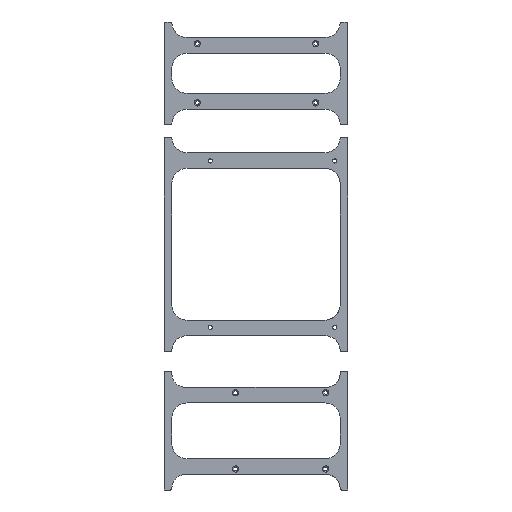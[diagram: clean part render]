
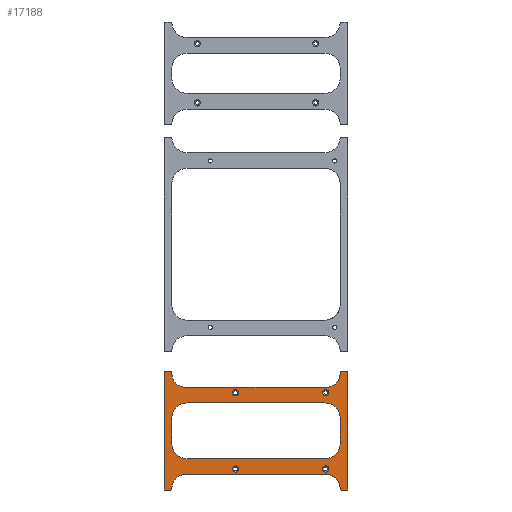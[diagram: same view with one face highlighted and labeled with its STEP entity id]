
A CAD part, front view. The second image highlights one B-rep face of the part: STEP entity #17188.
In plain terms, the highlighted planar face has unit normal (0, -1, 0).
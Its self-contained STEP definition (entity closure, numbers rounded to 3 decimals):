
#469=FACE_BOUND('',#2970,.T.);
#470=FACE_BOUND('',#2971,.T.);
#471=FACE_BOUND('',#2972,.T.);
#472=FACE_BOUND('',#2973,.T.);
#473=FACE_BOUND('',#2974,.T.);
#572=PLANE('',#18247);
#1971=FACE_OUTER_BOUND('',#2969,.T.);
#2969=EDGE_LOOP('',(#12207,#12208,#12209,#12210,#12211,#12212,#12213,#12214,
#12215,#12216,#12217,#12218,#12219,#12220,#12221,#12222));
#2970=EDGE_LOOP('',(#12223));
#2971=EDGE_LOOP('',(#12224));
#2972=EDGE_LOOP('',(#12225));
#2973=EDGE_LOOP('',(#12226));
#2974=EDGE_LOOP('',(#12227,#12228,#12229,#12230,#12231,#12232,#12233,#12234));
#4099=LINE('',#23223,#5649);
#4116=LINE('',#23264,#5666);
#4134=LINE('',#23310,#5684);
#4142=LINE('',#23331,#5692);
#4143=LINE('',#23336,#5693);
#4144=LINE('',#23340,#5694);
#4145=LINE('',#23345,#5695);
#4146=LINE('',#23346,#5696);
#4147=LINE('',#23349,#5697);
#4148=LINE('',#23353,#5698);
#4149=LINE('',#23357,#5699);
#4150=LINE('',#23361,#5700);
#5649=VECTOR('',#19261,10.);
#5666=VECTOR('',#19306,10.);
#5684=VECTOR('',#19352,10.);
#5692=VECTOR('',#19376,10.);
#5693=VECTOR('',#19381,10.);
#5694=VECTOR('',#19384,10.);
#5695=VECTOR('',#19389,10.);
#5696=VECTOR('',#19390,10.);
#5697=VECTOR('',#19391,10.);
#5698=VECTOR('',#19394,10.);
#5699=VECTOR('',#19397,10.);
#5700=VECTOR('',#19400,10.);
#7070=CIRCLE('',#18128,2.);
#7074=CIRCLE('',#18134,2.);
#7078=CIRCLE('',#18140,2.);
#7082=CIRCLE('',#18146,2.);
#7117=CIRCLE('',#18200,1.);
#7126=CIRCLE('',#18228,1.);
#7133=CIRCLE('',#18248,9.);
#7134=CIRCLE('',#18249,9.);
#7135=CIRCLE('',#18250,1.);
#7136=CIRCLE('',#18251,9.);
#7137=CIRCLE('',#18252,9.);
#7138=CIRCLE('',#18253,1.);
#7139=CIRCLE('',#18254,10.);
#7140=CIRCLE('',#18255,10.);
#7141=CIRCLE('',#18256,10.);
#7142=CIRCLE('',#18257,10.);
#7322=VERTEX_POINT('',#22157);
#7326=VERTEX_POINT('',#22169);
#7330=VERTEX_POINT('',#22181);
#7334=VERTEX_POINT('',#22193);
#7566=VERTEX_POINT('',#23168);
#7567=VERTEX_POINT('',#23170);
#7583=VERTEX_POINT('',#23220);
#7584=VERTEX_POINT('',#23222);
#7594=VERTEX_POINT('',#23262);
#7595=VERTEX_POINT('',#23267);
#7607=VERTEX_POINT('',#23307);
#7608=VERTEX_POINT('',#23309);
#7612=VERTEX_POINT('',#23328);
#7613=VERTEX_POINT('',#23330);
#7614=VERTEX_POINT('',#23332);
#7615=VERTEX_POINT('',#23334);
#7616=VERTEX_POINT('',#23337);
#7617=VERTEX_POINT('',#23339);
#7618=VERTEX_POINT('',#23341);
#7619=VERTEX_POINT('',#23343);
#7620=VERTEX_POINT('',#23347);
#7621=VERTEX_POINT('',#23348);
#7622=VERTEX_POINT('',#23350);
#7623=VERTEX_POINT('',#23352);
#7624=VERTEX_POINT('',#23354);
#7625=VERTEX_POINT('',#23356);
#7626=VERTEX_POINT('',#23358);
#7627=VERTEX_POINT('',#23360);
#9069=EDGE_CURVE('',#7322,#7322,#7070,.T.);
#9075=EDGE_CURVE('',#7326,#7326,#7074,.T.);
#9081=EDGE_CURVE('',#7330,#7330,#7078,.T.);
#9087=EDGE_CURVE('',#7334,#7334,#7082,.T.);
#9342=EDGE_CURVE('',#7566,#7567,#7117,.T.);
#9368=EDGE_CURVE('',#7584,#7583,#4099,.T.);
#9390=EDGE_CURVE('',#7583,#7594,#4116,.T.);
#9393=EDGE_CURVE('',#7595,#7594,#7126,.T.);
#9412=EDGE_CURVE('',#7608,#7607,#4134,.T.);
#9423=EDGE_CURVE('',#7612,#7566,#7133,.T.);
#9424=EDGE_CURVE('',#7612,#7613,#4142,.T.);
#9425=EDGE_CURVE('',#7614,#7613,#7134,.T.);
#9426=EDGE_CURVE('',#7615,#7614,#7135,.T.);
#9427=EDGE_CURVE('',#7615,#7584,#4143,.T.);
#9428=EDGE_CURVE('',#7616,#7595,#7136,.T.);
#9429=EDGE_CURVE('',#7616,#7617,#4144,.T.);
#9430=EDGE_CURVE('',#7618,#7617,#7137,.T.);
#9431=EDGE_CURVE('',#7619,#7618,#7138,.T.);
#9432=EDGE_CURVE('',#7619,#7608,#4145,.T.);
#9433=EDGE_CURVE('',#7607,#7567,#4146,.T.);
#9434=EDGE_CURVE('',#7620,#7621,#4147,.T.);
#9435=EDGE_CURVE('',#7622,#7621,#7139,.T.);
#9436=EDGE_CURVE('',#7622,#7623,#4148,.T.);
#9437=EDGE_CURVE('',#7624,#7623,#7140,.T.);
#9438=EDGE_CURVE('',#7624,#7625,#4149,.T.);
#9439=EDGE_CURVE('',#7626,#7625,#7141,.T.);
#9440=EDGE_CURVE('',#7626,#7627,#4150,.T.);
#9441=EDGE_CURVE('',#7620,#7627,#7142,.T.);
#12207=ORIENTED_EDGE('',*,*,#9342,.F.);
#12208=ORIENTED_EDGE('',*,*,#9423,.F.);
#12209=ORIENTED_EDGE('',*,*,#9424,.T.);
#12210=ORIENTED_EDGE('',*,*,#9425,.F.);
#12211=ORIENTED_EDGE('',*,*,#9426,.F.);
#12212=ORIENTED_EDGE('',*,*,#9427,.T.);
#12213=ORIENTED_EDGE('',*,*,#9368,.T.);
#12214=ORIENTED_EDGE('',*,*,#9390,.T.);
#12215=ORIENTED_EDGE('',*,*,#9393,.F.);
#12216=ORIENTED_EDGE('',*,*,#9428,.F.);
#12217=ORIENTED_EDGE('',*,*,#9429,.T.);
#12218=ORIENTED_EDGE('',*,*,#9430,.F.);
#12219=ORIENTED_EDGE('',*,*,#9431,.F.);
#12220=ORIENTED_EDGE('',*,*,#9432,.T.);
#12221=ORIENTED_EDGE('',*,*,#9412,.T.);
#12222=ORIENTED_EDGE('',*,*,#9433,.T.);
#12223=ORIENTED_EDGE('',*,*,#9069,.T.);
#12224=ORIENTED_EDGE('',*,*,#9075,.T.);
#12225=ORIENTED_EDGE('',*,*,#9081,.T.);
#12226=ORIENTED_EDGE('',*,*,#9087,.T.);
#12227=ORIENTED_EDGE('',*,*,#9434,.T.);
#12228=ORIENTED_EDGE('',*,*,#9435,.F.);
#12229=ORIENTED_EDGE('',*,*,#9436,.T.);
#12230=ORIENTED_EDGE('',*,*,#9437,.F.);
#12231=ORIENTED_EDGE('',*,*,#9438,.T.);
#12232=ORIENTED_EDGE('',*,*,#9439,.F.);
#12233=ORIENTED_EDGE('',*,*,#9440,.T.);
#12234=ORIENTED_EDGE('',*,*,#9441,.F.);
#17188=ADVANCED_FACE('',(#1971,#469,#470,#471,#472,#473),#572,.T.);
#18128=AXIS2_PLACEMENT_3D('',#22158,#18960,#18961);
#18134=AXIS2_PLACEMENT_3D('',#22170,#18974,#18975);
#18140=AXIS2_PLACEMENT_3D('',#22182,#18988,#18989);
#18146=AXIS2_PLACEMENT_3D('',#22194,#19002,#19003);
#18200=AXIS2_PLACEMENT_3D('',#23171,#19213,#19214);
#18228=AXIS2_PLACEMENT_3D('',#23269,#19311,#19312);
#18247=AXIS2_PLACEMENT_3D('',#23327,#19372,#19373);
#18248=AXIS2_PLACEMENT_3D('',#23329,#19374,#19375);
#18249=AXIS2_PLACEMENT_3D('',#23333,#19377,#19378);
#18250=AXIS2_PLACEMENT_3D('',#23335,#19379,#19380);
#18251=AXIS2_PLACEMENT_3D('',#23338,#19382,#19383);
#18252=AXIS2_PLACEMENT_3D('',#23342,#19385,#19386);
#18253=AXIS2_PLACEMENT_3D('',#23344,#19387,#19388);
#18254=AXIS2_PLACEMENT_3D('',#23351,#19392,#19393);
#18255=AXIS2_PLACEMENT_3D('',#23355,#19395,#19396);
#18256=AXIS2_PLACEMENT_3D('',#23359,#19398,#19399);
#18257=AXIS2_PLACEMENT_3D('',#23362,#19401,#19402);
#18960=DIRECTION('center_axis',(0.,1.,0.));
#18961=DIRECTION('ref_axis',(0.,0.,-1.));
#18974=DIRECTION('center_axis',(0.,1.,0.));
#18975=DIRECTION('ref_axis',(0.,0.,-1.));
#18988=DIRECTION('center_axis',(0.,1.,0.));
#18989=DIRECTION('ref_axis',(0.,0.,-1.));
#19002=DIRECTION('center_axis',(0.,1.,0.));
#19003=DIRECTION('ref_axis',(0.,0.,-1.));
#19213=DIRECTION('center_axis',(0.,1.,0.));
#19214=DIRECTION('ref_axis',(0.707,0.,-0.707));
#19261=DIRECTION('',(0.,0.,1.));
#19306=DIRECTION('',(-1.,0.,0.));
#19311=DIRECTION('center_axis',(0.,1.,0.));
#19312=DIRECTION('ref_axis',(-0.707,0.,0.707));
#19352=DIRECTION('',(0.,0.,-1.));
#19372=DIRECTION('center_axis',(0.,-1.,0.));
#19373=DIRECTION('ref_axis',(0.,0.,-1.));
#19374=DIRECTION('center_axis',(0.,-1.,0.));
#19375=DIRECTION('ref_axis',(-0.707,0.,0.707));
#19376=DIRECTION('',(1.,0.,0.));
#19377=DIRECTION('center_axis',(0.,-1.,0.));
#19378=DIRECTION('ref_axis',(0.707,0.,0.707));
#19379=DIRECTION('center_axis',(0.,1.,0.));
#19380=DIRECTION('ref_axis',(-0.707,0.,-0.707));
#19381=DIRECTION('',(1.,0.,0.));
#19382=DIRECTION('center_axis',(0.,-1.,0.));
#19383=DIRECTION('ref_axis',(0.707,0.,-0.707));
#19384=DIRECTION('',(-1.,0.,0.));
#19385=DIRECTION('center_axis',(0.,-1.,0.));
#19386=DIRECTION('ref_axis',(-0.707,0.,-0.707));
#19387=DIRECTION('center_axis',(0.,1.,0.));
#19388=DIRECTION('ref_axis',(0.707,0.,0.707));
#19389=DIRECTION('',(-1.,0.,0.));
#19390=DIRECTION('',(1.,0.,0.));
#19391=DIRECTION('',(-1.,0.,0.));
#19392=DIRECTION('center_axis',(0.,-1.,0.));
#19393=DIRECTION('ref_axis',(-0.707,0.,-0.707));
#19394=DIRECTION('',(0.,0.,1.));
#19395=DIRECTION('center_axis',(0.,-1.,0.));
#19396=DIRECTION('ref_axis',(-0.707,0.,0.707));
#19397=DIRECTION('',(1.,0.,0.));
#19398=DIRECTION('center_axis',(0.,-1.,0.));
#19399=DIRECTION('ref_axis',(0.707,0.,0.707));
#19400=DIRECTION('',(0.,0.,-1.));
#19401=DIRECTION('center_axis',(0.,-1.,0.));
#19402=DIRECTION('ref_axis',(0.707,0.,-0.707));
#22157=CARTESIAN_POINT('',(34.285,-20.6,-142.5));
#22158=CARTESIAN_POINT('Origin',(34.285,-20.6,-144.5));
#22169=CARTESIAN_POINT('',(-23.715,-20.6,-142.5));
#22170=CARTESIAN_POINT('Origin',(-23.715,-20.6,-144.5));
#22181=CARTESIAN_POINT('',(34.285,-20.6,-93.5));
#22182=CARTESIAN_POINT('Origin',(34.285,-20.6,-95.5));
#22193=CARTESIAN_POINT('',(-23.715,-20.6,-93.5));
#22194=CARTESIAN_POINT('Origin',(-23.715,-20.6,-95.5));
#23168=CARTESIAN_POINT('',(-64.73,-20.6,-157.));
#23170=CARTESIAN_POINT('',(-65.73,-20.6,-158.));
#23171=CARTESIAN_POINT('Origin',(-65.73,-20.6,-157.));
#23220=CARTESIAN_POINT('',(48.53,-20.6,-82.));
#23222=CARTESIAN_POINT('',(48.53,-20.6,-158.));
#23223=CARTESIAN_POINT('',(48.53,-20.6,-158.));
#23262=CARTESIAN_POINT('',(44.53,-20.6,-82.));
#23264=CARTESIAN_POINT('',(43.53,-20.6,-82.));
#23267=CARTESIAN_POINT('',(43.53,-20.6,-83.));
#23269=CARTESIAN_POINT('Origin',(44.53,-20.6,-83.));
#23307=CARTESIAN_POINT('',(-69.73,-20.6,-158.));
#23309=CARTESIAN_POINT('',(-69.73,-20.6,-82.));
#23310=CARTESIAN_POINT('',(-69.73,-20.6,-82.));
#23327=CARTESIAN_POINT('Origin',(-10.6,-20.6,-120.));
#23328=CARTESIAN_POINT('',(-55.73,-20.6,-148.));
#23329=CARTESIAN_POINT('Origin',(-55.73,-20.6,-157.));
#23330=CARTESIAN_POINT('',(34.53,-20.6,-148.));
#23331=CARTESIAN_POINT('',(-69.73,-20.6,-148.));
#23332=CARTESIAN_POINT('',(43.53,-20.6,-157.));
#23333=CARTESIAN_POINT('Origin',(34.53,-20.6,-157.));
#23334=CARTESIAN_POINT('',(44.53,-20.6,-158.));
#23335=CARTESIAN_POINT('Origin',(44.53,-20.6,-157.));
#23336=CARTESIAN_POINT('',(43.53,-20.6,-158.));
#23337=CARTESIAN_POINT('',(34.53,-20.6,-92.));
#23338=CARTESIAN_POINT('Origin',(34.53,-20.6,-83.));
#23339=CARTESIAN_POINT('',(-55.73,-20.6,-92.));
#23340=CARTESIAN_POINT('',(48.53,-20.6,-92.));
#23341=CARTESIAN_POINT('',(-64.73,-20.6,-83.));
#23342=CARTESIAN_POINT('Origin',(-55.73,-20.6,-83.));
#23343=CARTESIAN_POINT('',(-65.73,-20.6,-82.));
#23344=CARTESIAN_POINT('Origin',(-65.73,-20.6,-83.));
#23345=CARTESIAN_POINT('',(-64.73,-20.6,-82.));
#23346=CARTESIAN_POINT('',(-64.73,-20.6,-158.));
#23347=CARTESIAN_POINT('',(33.53,-20.6,-138.));
#23348=CARTESIAN_POINT('',(-54.73,-20.6,-138.));
#23349=CARTESIAN_POINT('',(48.53,-20.6,-138.));
#23350=CARTESIAN_POINT('',(-64.73,-20.6,-128.));
#23351=CARTESIAN_POINT('Origin',(-54.73,-20.6,-128.));
#23352=CARTESIAN_POINT('',(-64.73,-20.6,-112.));
#23353=CARTESIAN_POINT('',(-64.73,-20.6,-138.));
#23354=CARTESIAN_POINT('',(-54.73,-20.6,-102.));
#23355=CARTESIAN_POINT('Origin',(-54.73,-20.6,-112.));
#23356=CARTESIAN_POINT('',(33.53,-20.6,-102.));
#23357=CARTESIAN_POINT('',(-69.73,-20.6,-102.));
#23358=CARTESIAN_POINT('',(43.53,-20.6,-112.));
#23359=CARTESIAN_POINT('Origin',(33.53,-20.6,-112.));
#23360=CARTESIAN_POINT('',(43.53,-20.6,-128.));
#23361=CARTESIAN_POINT('',(43.53,-20.6,-138.));
#23362=CARTESIAN_POINT('Origin',(33.53,-20.6,-128.));
